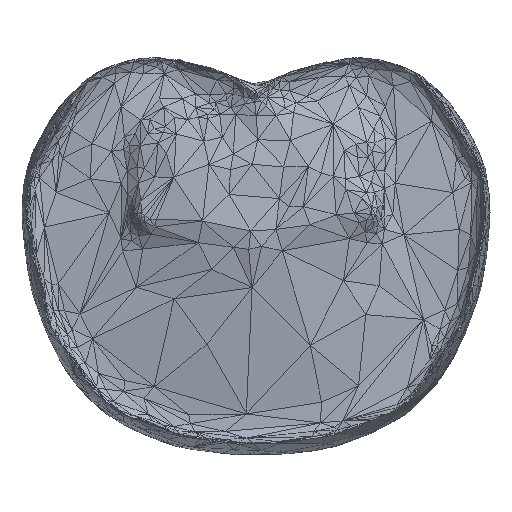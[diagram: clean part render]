
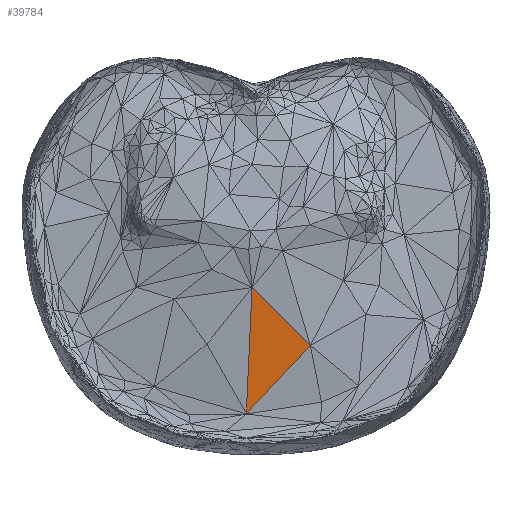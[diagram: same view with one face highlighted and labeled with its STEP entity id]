
A CAD part, top view. The second image highlights one B-rep face of the part: STEP entity #39784.
In plain terms, the highlighted face is planar.
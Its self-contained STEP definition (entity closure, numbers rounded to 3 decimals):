
#2318=FACE_OUTER_BOUND('',#5724,.T.);
#5724=EDGE_LOOP('',(#30766,#30767,#30768));
#9361=LINE('',#61308,#14470);
#10358=LINE('',#63296,#15467);
#10360=LINE('',#63300,#15469);
#14470=VECTOR('',#50111,7.855);
#15467=VECTOR('',#52444,8.971);
#15469=VECTOR('',#52450,12.13);
#17918=VERTEX_POINT('',#61072);
#17952=VERTEX_POINT('',#61301);
#17955=VERTEX_POINT('',#61318);
#21282=EDGE_CURVE('',#17918,#17952,#9361,.T.);
#22279=EDGE_CURVE('',#17955,#17918,#10358,.T.);
#22281=EDGE_CURVE('',#17955,#17952,#10360,.T.);
#30766=ORIENTED_EDGE('',*,*,#22281,.F.);
#30767=ORIENTED_EDGE('',*,*,#22279,.T.);
#30768=ORIENTED_EDGE('',*,*,#21282,.T.);
#36378=PLANE('',#43204);
#39784=ADVANCED_FACE('',(#2318),#36378,.F.);
#43204=AXIS2_PLACEMENT_3D('',#63299,#52448,#52449);
#50111=DIRECTION('',(-0.708,0.702,0.08));
#52444=DIRECTION('',(0.681,0.73,0.057));
#52448=DIRECTION('center_axis',(-0.019,0.095,-0.995));
#52449=DIRECTION('ref_axis',(-1.,0.,0.019));
#52450=DIRECTION('',(0.046,0.995,0.094));
#61072=CARTESIAN_POINT('',(4.524,-105.583,1011.27));
#61301=CARTESIAN_POINT('',(-1.034,-100.068,1011.9));
#61308=CARTESIAN_POINT('',(4.524,-105.583,1011.27));
#61318=CARTESIAN_POINT('',(-1.586,-112.132,1010.76));
#63296=CARTESIAN_POINT('',(-1.586,-112.132,1010.76));
#63299=CARTESIAN_POINT('Origin',(18.957,-96.487,1011.867));
#63300=CARTESIAN_POINT('',(-1.586,-112.132,1010.76));
